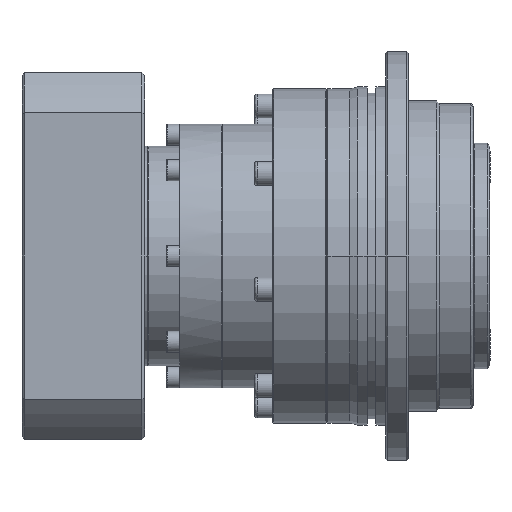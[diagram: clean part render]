
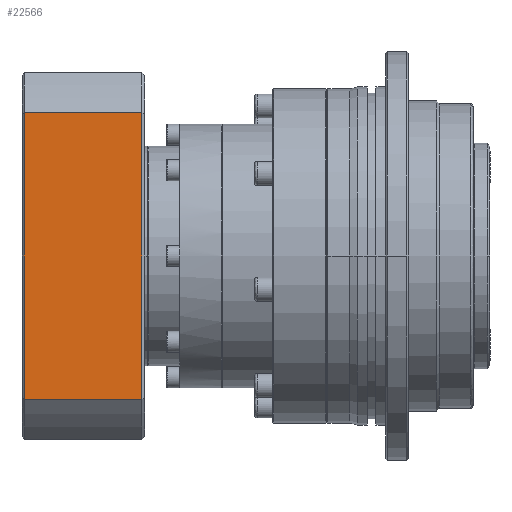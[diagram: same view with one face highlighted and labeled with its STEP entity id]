
A CAD part, front view. The second image highlights one B-rep face of the part: STEP entity #22566.
In plain terms, the highlighted face is planar.
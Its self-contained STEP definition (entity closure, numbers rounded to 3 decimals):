
#427 = CARTESIAN_POINT ( 'NONE',  ( -65., -50.806, 46.2 ) ) ;
#738 = CARTESIAN_POINT ( 'NONE',  ( -65., 50.806, 46.2 ) ) ;
#1190 = ORIENTED_EDGE ( 'NONE', *, *, #19937, .F. ) ;
#2267 = EDGE_CURVE ( 'NONE', #17669, #5042, #27329, .T. ) ;
#2630 = CARTESIAN_POINT ( 'NONE',  ( -65., -50.806, 4.5 ) ) ;
#2738 = EDGE_LOOP ( 'NONE', ( #25820, #1190, #17111, #22577 ) ) ;
#3250 = DIRECTION ( 'NONE',  ( 1., 0., 0. ) ) ;
#4306 = VECTOR ( 'NONE', #21411, 1000. ) ;
#4559 = EDGE_CURVE ( 'NONE', #20186, #21346, #13180, .T. ) ;
#5042 = VERTEX_POINT ( 'NONE', #20448 ) ;
#5957 = LINE ( 'NONE', #21083, #29020 ) ;
#6523 = VECTOR ( 'NONE', #8692, 1000. ) ;
#6566 = EDGE_CURVE ( 'NONE', #21346, #17669, #5957, .T. ) ;
#8692 = DIRECTION ( 'NONE',  ( 0., 0., -1. ) ) ;
#8998 = FACE_OUTER_BOUND ( 'NONE', #2738, .T. ) ;
#9306 = CARTESIAN_POINT ( 'NONE',  ( -65., 50.806, 4.5 ) ) ;
#10931 = AXIS2_PLACEMENT_3D ( 'NONE', #16671, #3250, #18917 ) ;
#13180 = LINE ( 'NONE', #19899, #6523 ) ;
#16450 = DIRECTION ( 'NONE',  ( 0., -1., 0. ) ) ;
#16671 = CARTESIAN_POINT ( 'NONE',  ( -65., 50.806, 47. ) ) ;
#17111 = ORIENTED_EDGE ( 'NONE', *, *, #2267, .F. ) ;
#17613 = LINE ( 'NONE', #738, #22828 ) ;
#17669 = VERTEX_POINT ( 'NONE', #9306 ) ;
#18917 = DIRECTION ( 'NONE',  ( 0., 1., 0. ) ) ;
#19899 = CARTESIAN_POINT ( 'NONE',  ( -65., -50.806, 0. ) ) ;
#19937 = EDGE_CURVE ( 'NONE', #5042, #20186, #17613, .T. ) ;
#20186 = VERTEX_POINT ( 'NONE', #427 ) ;
#20448 = CARTESIAN_POINT ( 'NONE',  ( -65., 50.806, 46.2 ) ) ;
#21071 = PLANE ( 'NONE',  #10931 ) ;
#21083 = CARTESIAN_POINT ( 'NONE',  ( -65., 25.403, 4.5 ) ) ;
#21346 = VERTEX_POINT ( 'NONE', #2630 ) ;
#21382 = CARTESIAN_POINT ( 'NONE',  ( -65., 50.806, 47. ) ) ;
#21411 = DIRECTION ( 'NONE',  ( 0., 0., 1. ) ) ;
#22566 = ADVANCED_FACE ( 'NONE', ( #8998 ), #21071, .F. ) ;
#22577 = ORIENTED_EDGE ( 'NONE', *, *, #6566, .F. ) ;
#22828 = VECTOR ( 'NONE', #16450, 1000. ) ;
#23304 = DIRECTION ( 'NONE',  ( 0., 1., 0. ) ) ;
#25820 = ORIENTED_EDGE ( 'NONE', *, *, #4559, .F. ) ;
#27329 = LINE ( 'NONE', #21382, #4306 ) ;
#29020 = VECTOR ( 'NONE', #23304, 1000. ) ;
